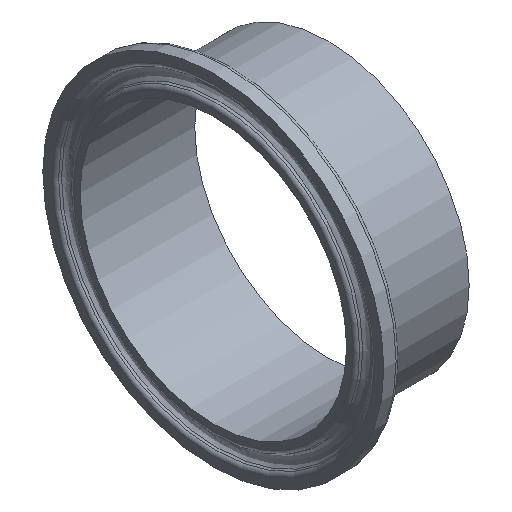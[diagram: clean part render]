
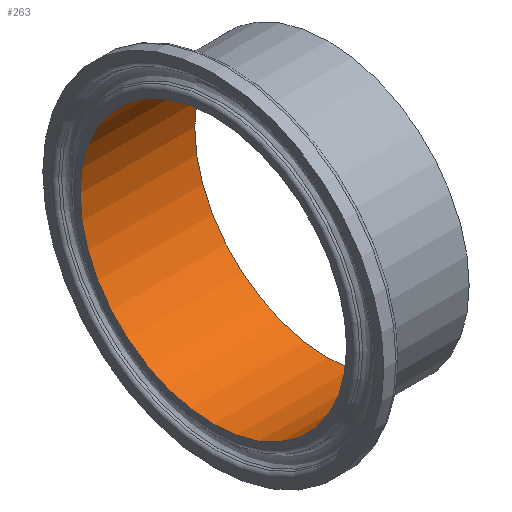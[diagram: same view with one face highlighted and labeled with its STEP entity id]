
A CAD part, isometric view. The second image highlights one B-rep face of the part: STEP entity #263.
In plain terms, the highlighted cylindrical face has radius 25 mm (diameter 50 mm), a full revolution.
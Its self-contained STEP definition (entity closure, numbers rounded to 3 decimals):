
#232=CARTESIAN_POINT('',(21.5,25.0,0.0));
#233=VERTEX_POINT('',#232);
#234=CARTESIAN_POINT('',(21.5,0.0,0.0));
#235=DIRECTION('',(1.0,0.0,0.0));
#236=DIRECTION('',(0.0,1.0,0.0));
#237=AXIS2_PLACEMENT_3D('',#234,#235,#236);
#238=CIRCLE('',#237,25.0);
#239=EDGE_CURVE('',#233,#233,#238,.T.);
#244=CARTESIAN_POINT('',(10.75,0.0,0.0));
#245=DIRECTION('',(1.0,0.0,0.0));
#246=DIRECTION('',(0.0,1.0,0.0));
#247=AXIS2_PLACEMENT_3D('',#244,#245,#246);
#248=CYLINDRICAL_SURFACE('',#247,25.0);
#249=CARTESIAN_POINT('',(0.,25.0,0.0));
#250=VERTEX_POINT('',#249);
#251=CARTESIAN_POINT('',(0.,0.0,0.0));
#252=DIRECTION('',(1.0,0.0,0.0));
#253=DIRECTION('',(0.0,1.0,0.0));
#254=AXIS2_PLACEMENT_3D('',#251,#252,#253);
#255=CIRCLE('',#254,25.0);
#256=EDGE_CURVE('',#250,#250,#255,.T.);
#257=ORIENTED_EDGE('',*,*,#256,.F.);
#258=EDGE_LOOP('',(#257));
#259=FACE_OUTER_BOUND('',#258,.T.);
#260=ORIENTED_EDGE('',*,*,#239,.T.);
#261=EDGE_LOOP('',(#260));
#262=FACE_BOUND('',#261,.T.);
#263=ADVANCED_FACE('',(#259,#262),#248,.F.);
